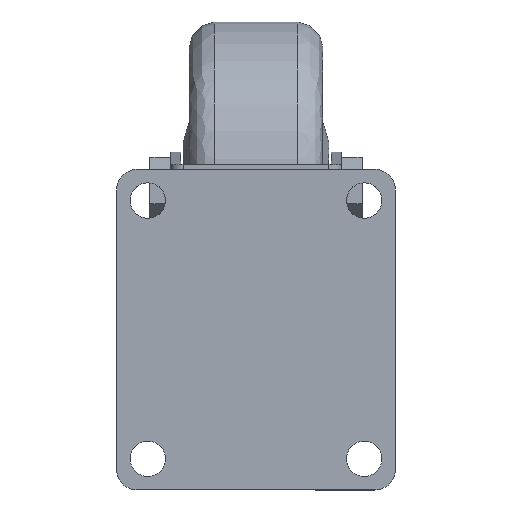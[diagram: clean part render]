
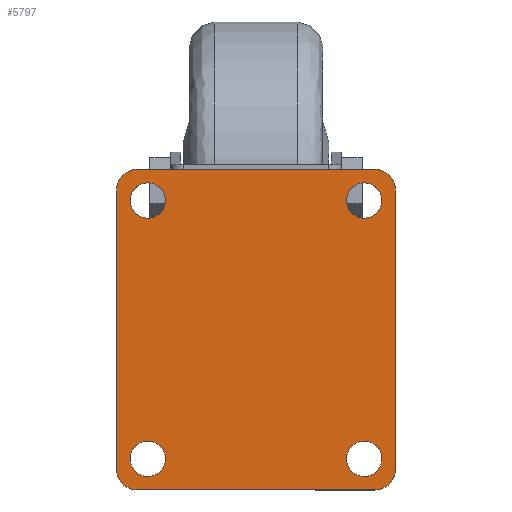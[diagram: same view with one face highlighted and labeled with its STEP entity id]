
A CAD part, top view. The second image highlights one B-rep face of the part: STEP entity #5797.
In plain terms, the highlighted planar face has unit normal (0, 0, 1).
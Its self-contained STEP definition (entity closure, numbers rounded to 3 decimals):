
#19 = FACE_BOUND ( 'NONE', #4842, .T. ) ;
#59 = CARTESIAN_POINT ( 'NONE',  ( -30.25, 31., 111. ) ) ;
#90 = CIRCLE ( 'NONE', #3907, 4.25 ) ;
#127 = CARTESIAN_POINT ( 'NONE',  ( 0., -38.5, 111. ) ) ;
#171 = CARTESIAN_POINT ( 'NONE',  ( -28.5, 38.5, 111. ) ) ;
#198 = DIRECTION ( 'NONE',  ( 0., 0., 1. ) ) ;
#210 = CARTESIAN_POINT ( 'NONE',  ( 30.25, -31., 111. ) ) ;
#266 = VECTOR ( 'NONE', #3126, 1000. ) ;
#363 = CIRCLE ( 'NONE', #4333, 4.25 ) ;
#535 = FACE_OUTER_BOUND ( 'NONE', #997, .T. ) ;
#556 = LINE ( 'NONE', #127, #1521 ) ;
#638 = VERTEX_POINT ( 'NONE', #5089 ) ;
#640 = DIRECTION ( 'NONE',  ( 1., 0., 0. ) ) ;
#652 = VERTEX_POINT ( 'NONE', #1783 ) ;
#665 = VERTEX_POINT ( 'NONE', #4571 ) ;
#684 = EDGE_CURVE ( 'NONE', #981, #1102, #90, .T. ) ;
#708 = VECTOR ( 'NONE', #5999, 1000. ) ;
#720 = CIRCLE ( 'NONE', #6700, 5. ) ;
#735 = ORIENTED_EDGE ( 'NONE', *, *, #873, .T. ) ;
#751 = ORIENTED_EDGE ( 'NONE', *, *, #3871, .T. ) ;
#799 = DIRECTION ( 'NONE',  ( 1., 0., 0. ) ) ;
#873 = EDGE_CURVE ( 'NONE', #2561, #6707, #2853, .T. ) ;
#876 = CIRCLE ( 'NONE', #2784, 4.25 ) ;
#931 = EDGE_LOOP ( 'NONE', ( #3728, #2121 ) ) ;
#960 = VERTEX_POINT ( 'NONE', #171 ) ;
#968 = DIRECTION ( 'NONE',  ( 0., 1., 0. ) ) ;
#981 = VERTEX_POINT ( 'NONE', #6755 ) ;
#989 = DIRECTION ( 'NONE',  ( 0., 0., -1. ) ) ;
#997 = EDGE_LOOP ( 'NONE', ( #4972, #3228, #2763, #6314, #6440, #1292, #735, #5045 ) ) ;
#1102 = VERTEX_POINT ( 'NONE', #5831 ) ;
#1120 = CARTESIAN_POINT ( 'NONE',  ( 21.75, 31., 111. ) ) ;
#1142 = AXIS2_PLACEMENT_3D ( 'NONE', #1861, #6345, #1366 ) ;
#1179 = DIRECTION ( 'NONE',  ( 0., 0., -1. ) ) ;
#1292 = ORIENTED_EDGE ( 'NONE', *, *, #3899, .T. ) ;
#1366 = DIRECTION ( 'NONE',  ( 1., 0., 0. ) ) ;
#1389 = EDGE_CURVE ( 'NONE', #5162, #4619, #3118, .T. ) ;
#1490 = EDGE_CURVE ( 'NONE', #638, #4991, #3382, .T. ) ;
#1521 = VECTOR ( 'NONE', #4942, 1000. ) ;
#1630 = CARTESIAN_POINT ( 'NONE',  ( 28.5, 33.5, 111. ) ) ;
#1642 = ORIENTED_EDGE ( 'NONE', *, *, #5322, .T. ) ;
#1783 = CARTESIAN_POINT ( 'NONE',  ( -28.5, -38.5, 111. ) ) ;
#1793 = EDGE_CURVE ( 'NONE', #665, #960, #2615, .T. ) ;
#1861 = CARTESIAN_POINT ( 'NONE',  ( -26., -31., 111. ) ) ;
#1920 = CARTESIAN_POINT ( 'NONE',  ( -28.5, 33.5, 111. ) ) ;
#1954 = CARTESIAN_POINT ( 'NONE',  ( 0., -14.25, 111. ) ) ;
#2025 = EDGE_CURVE ( 'NONE', #4991, #638, #4572, .T. ) ;
#2063 = CARTESIAN_POINT ( 'NONE',  ( 33.5, -14.25, 111. ) ) ;
#2121 = ORIENTED_EDGE ( 'NONE', *, *, #2746, .T. ) ;
#2176 = DIRECTION ( 'NONE',  ( 1., 0., 0. ) ) ;
#2185 = CARTESIAN_POINT ( 'NONE',  ( -33.5, -33.5, 111. ) ) ;
#2296 = ORIENTED_EDGE ( 'NONE', *, *, #2025, .T. ) ;
#2338 = CARTESIAN_POINT ( 'NONE',  ( 33.5, -33.5, 111. ) ) ;
#2357 = VERTEX_POINT ( 'NONE', #3656 ) ;
#2364 = CARTESIAN_POINT ( 'NONE',  ( 26., 31., 111. ) ) ;
#2523 = PLANE ( 'NONE',  #6740 ) ;
#2525 = DIRECTION ( 'NONE',  ( 0., 0., -1. ) ) ;
#2561 = VERTEX_POINT ( 'NONE', #2338 ) ;
#2615 = LINE ( 'NONE', #4828, #266 ) ;
#2616 = FACE_BOUND ( 'NONE', #931, .T. ) ;
#2634 = DIRECTION ( 'NONE',  ( 1., 0., 0. ) ) ;
#2673 = VERTEX_POINT ( 'NONE', #2185 ) ;
#2717 = CARTESIAN_POINT ( 'NONE',  ( 26., -31., 111. ) ) ;
#2730 = CARTESIAN_POINT ( 'NONE',  ( 28.5, -33.5, 111. ) ) ;
#2733 = CARTESIAN_POINT ( 'NONE',  ( -28.5, -33.5, 111. ) ) ;
#2746 = EDGE_CURVE ( 'NONE', #1102, #981, #4736, .T. ) ;
#2763 = ORIENTED_EDGE ( 'NONE', *, *, #5335, .T. ) ;
#2775 = DIRECTION ( 'NONE',  ( 1., 0., 0. ) ) ;
#2783 = DIRECTION ( 'NONE',  ( 1., 0., 0. ) ) ;
#2784 = AXIS2_PLACEMENT_3D ( 'NONE', #6501, #989, #6029 ) ;
#2853 = LINE ( 'NONE', #2063, #6729 ) ;
#3118 = CIRCLE ( 'NONE', #7020, 4.25 ) ;
#3126 = DIRECTION ( 'NONE',  ( -1., 0., 0. ) ) ;
#3167 = DIRECTION ( 'NONE',  ( 1., 0., 0. ) ) ;
#3228 = ORIENTED_EDGE ( 'NONE', *, *, #4741, .T. ) ;
#3307 = DIRECTION ( 'NONE',  ( 1., 0., 0. ) ) ;
#3382 = CIRCLE ( 'NONE', #5776, 4.25 ) ;
#3541 = EDGE_CURVE ( 'NONE', #6707, #665, #4795, .T. ) ;
#3650 = LINE ( 'NONE', #4940, #708 ) ;
#3656 = CARTESIAN_POINT ( 'NONE',  ( -21.75, 31., 111. ) ) ;
#3728 = ORIENTED_EDGE ( 'NONE', *, *, #684, .T. ) ;
#3826 = CARTESIAN_POINT ( 'NONE',  ( -33.5, 33.5, 111. ) ) ;
#3850 = CARTESIAN_POINT ( 'NONE',  ( 33.5, 33.5, 111. ) ) ;
#3871 = EDGE_CURVE ( 'NONE', #4366, #2357, #4347, .T. ) ;
#3899 = EDGE_CURVE ( 'NONE', #4445, #2561, #6942, .T. ) ;
#3907 = AXIS2_PLACEMENT_3D ( 'NONE', #6335, #2525, #4647 ) ;
#4170 = AXIS2_PLACEMENT_3D ( 'NONE', #1630, #5493, #2176 ) ;
#4204 = CARTESIAN_POINT ( 'NONE',  ( -26., 31., 111. ) ) ;
#4232 = FACE_BOUND ( 'NONE', #5032, .T. ) ;
#4333 = AXIS2_PLACEMENT_3D ( 'NONE', #6517, #4818, #3167 ) ;
#4347 = CIRCLE ( 'NONE', #6632, 4.25 ) ;
#4362 = DIRECTION ( 'NONE',  ( 0., 0., -1. ) ) ;
#4366 = VERTEX_POINT ( 'NONE', #59 ) ;
#4445 = VERTEX_POINT ( 'NONE', #6019 ) ;
#4511 = DIRECTION ( 'NONE',  ( 0., 0., -1. ) ) ;
#4565 = AXIS2_PLACEMENT_3D ( 'NONE', #2364, #4511, #640 ) ;
#4571 = CARTESIAN_POINT ( 'NONE',  ( 28.5, 38.5, 111. ) ) ;
#4572 = CIRCLE ( 'NONE', #4565, 4.25 ) ;
#4619 = VERTEX_POINT ( 'NONE', #210 ) ;
#4647 = DIRECTION ( 'NONE',  ( 1., 0., 0. ) ) ;
#4696 = EDGE_CURVE ( 'NONE', #652, #4445, #556, .T. ) ;
#4736 = CIRCLE ( 'NONE', #1142, 4.25 ) ;
#4741 = EDGE_CURVE ( 'NONE', #960, #6659, #720, .T. ) ;
#4795 = CIRCLE ( 'NONE', #4170, 5. ) ;
#4818 = DIRECTION ( 'NONE',  ( 0., 0., -1. ) ) ;
#4828 = CARTESIAN_POINT ( 'NONE',  ( 0., 38.5, 111. ) ) ;
#4842 = EDGE_LOOP ( 'NONE', ( #6789, #5382 ) ) ;
#4940 = CARTESIAN_POINT ( 'NONE',  ( -33.5, -14.25, 111. ) ) ;
#4942 = DIRECTION ( 'NONE',  ( 1., 0., 0. ) ) ;
#4972 = ORIENTED_EDGE ( 'NONE', *, *, #1793, .T. ) ;
#4991 = VERTEX_POINT ( 'NONE', #1120 ) ;
#5032 = EDGE_LOOP ( 'NONE', ( #5618, #2296 ) ) ;
#5040 = EDGE_LOOP ( 'NONE', ( #1642, #751 ) ) ;
#5045 = ORIENTED_EDGE ( 'NONE', *, *, #3541, .T. ) ;
#5060 = CARTESIAN_POINT ( 'NONE',  ( 26., 31., 111. ) ) ;
#5089 = CARTESIAN_POINT ( 'NONE',  ( 30.25, 31., 111. ) ) ;
#5155 = DIRECTION ( 'NONE',  ( 0., 0., 1. ) ) ;
#5162 = VERTEX_POINT ( 'NONE', #5583 ) ;
#5235 = DIRECTION ( 'NONE',  ( 1., 0., 0. ) ) ;
#5278 = AXIS2_PLACEMENT_3D ( 'NONE', #2733, #6576, #7073 ) ;
#5322 = EDGE_CURVE ( 'NONE', #2357, #4366, #363, .T. ) ;
#5335 = EDGE_CURVE ( 'NONE', #6659, #2673, #3650, .T. ) ;
#5382 = ORIENTED_EDGE ( 'NONE', *, *, #1389, .T. ) ;
#5384 = DIRECTION ( 'NONE',  ( 0., 0., -1. ) ) ;
#5493 = DIRECTION ( 'NONE',  ( 0., 0., 1. ) ) ;
#5505 = DIRECTION ( 'NONE',  ( 0., 0., 1. ) ) ;
#5583 = CARTESIAN_POINT ( 'NONE',  ( 21.75, -31., 111. ) ) ;
#5618 = ORIENTED_EDGE ( 'NONE', *, *, #1490, .T. ) ;
#5626 = CIRCLE ( 'NONE', #5278, 5. ) ;
#5722 = FACE_BOUND ( 'NONE', #5040, .T. ) ;
#5776 = AXIS2_PLACEMENT_3D ( 'NONE', #5060, #1179, #2783 ) ;
#5797 = ADVANCED_FACE ( 'NONE', ( #19, #2616, #5722, #4232, #535 ), #2523, .T. ) ;
#5831 = CARTESIAN_POINT ( 'NONE',  ( -30.25, -31., 111. ) ) ;
#5953 = EDGE_CURVE ( 'NONE', #4619, #5162, #876, .T. ) ;
#5994 = EDGE_CURVE ( 'NONE', #2673, #652, #5626, .T. ) ;
#5999 = DIRECTION ( 'NONE',  ( 0., -1., 0. ) ) ;
#6019 = CARTESIAN_POINT ( 'NONE',  ( 28.5, -38.5, 111. ) ) ;
#6029 = DIRECTION ( 'NONE',  ( 1., 0., 0. ) ) ;
#6314 = ORIENTED_EDGE ( 'NONE', *, *, #5994, .T. ) ;
#6335 = CARTESIAN_POINT ( 'NONE',  ( -26., -31., 111. ) ) ;
#6345 = DIRECTION ( 'NONE',  ( 0., 0., -1. ) ) ;
#6440 = ORIENTED_EDGE ( 'NONE', *, *, #4696, .T. ) ;
#6501 = CARTESIAN_POINT ( 'NONE',  ( 26., -31., 111. ) ) ;
#6517 = CARTESIAN_POINT ( 'NONE',  ( -26., 31., 111. ) ) ;
#6529 = AXIS2_PLACEMENT_3D ( 'NONE', #2730, #5505, #2775 ) ;
#6576 = DIRECTION ( 'NONE',  ( 0., 0., 1. ) ) ;
#6632 = AXIS2_PLACEMENT_3D ( 'NONE', #4204, #5384, #2634 ) ;
#6659 = VERTEX_POINT ( 'NONE', #3826 ) ;
#6700 = AXIS2_PLACEMENT_3D ( 'NONE', #1920, #198, #799 ) ;
#6707 = VERTEX_POINT ( 'NONE', #3850 ) ;
#6729 = VECTOR ( 'NONE', #968, 1000. ) ;
#6740 = AXIS2_PLACEMENT_3D ( 'NONE', #1954, #5155, #5235 ) ;
#6755 = CARTESIAN_POINT ( 'NONE',  ( -21.75, -31., 111. ) ) ;
#6789 = ORIENTED_EDGE ( 'NONE', *, *, #5953, .T. ) ;
#6942 = CIRCLE ( 'NONE', #6529, 5. ) ;
#7020 = AXIS2_PLACEMENT_3D ( 'NONE', #2717, #4362, #3307 ) ;
#7073 = DIRECTION ( 'NONE',  ( 1., 0., 0. ) ) ;
